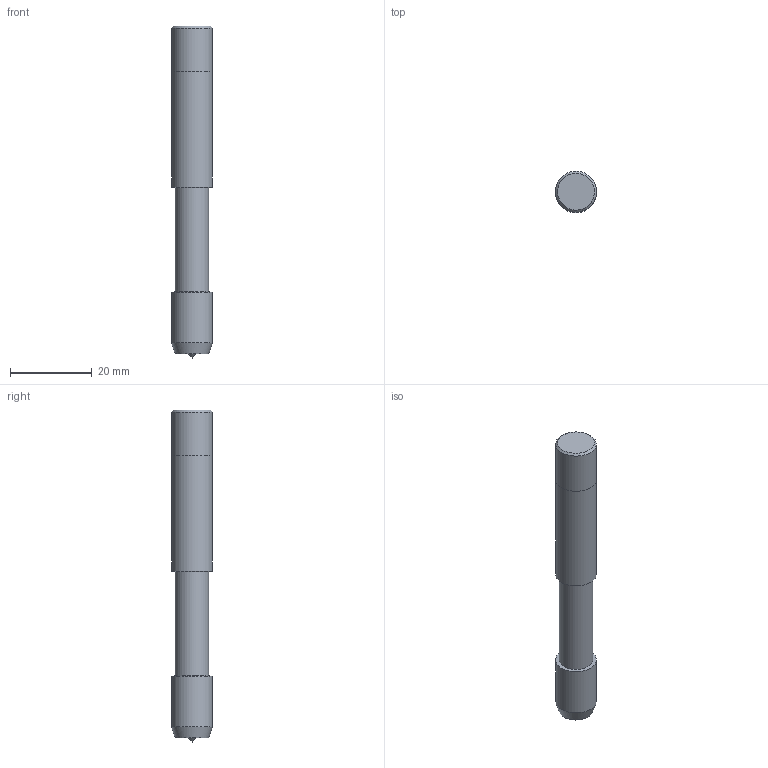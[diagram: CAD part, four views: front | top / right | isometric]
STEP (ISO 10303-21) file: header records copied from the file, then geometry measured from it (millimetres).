
FILE_DESCRIPTION ((), '3-D model version:1');
FILE_NAME ('E050M10', '2012-03-23T11:35:17', ('InteractiveCad'), ('AB Sandvik Coromant'), 'HarmonyWare STEP v1.4.9', 'T3D tool generator', '');
FILE_SCHEMA (('CONFIG_CONTROL_DESIGN'));
Length unit declared in the file: millimetre
Products named in the file (2): product-name
Bounding box: 10 x 10 x 81 mm (x, y, z)
Volume: 5589.3 mm3; surface area: 3311.8 mm2
Topology: 2 solids, 2 shells, 16 faces, 29 edges, 16 vertices
Faces by surface type: bspline 16
Entity records: 754 total; most frequent: CARTESIAN_POINT 395, ORIENTED_EDGE 56, EDGE_CURVE 28, EDGE_LOOP 18, VERTEX_POINT 16, FACE_OUTER_BOUND 16, ADVANCED_FACE 16, PERSON 16
